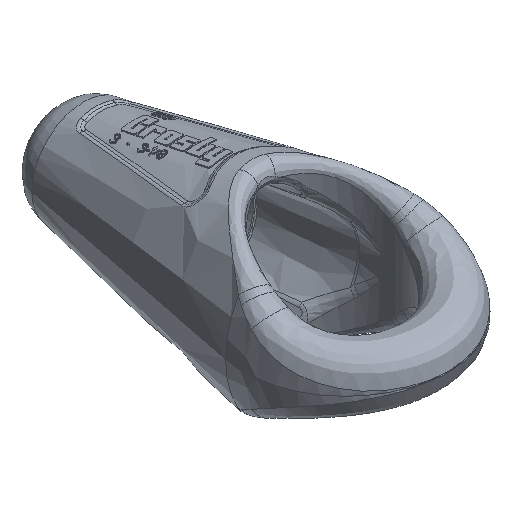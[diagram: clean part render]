
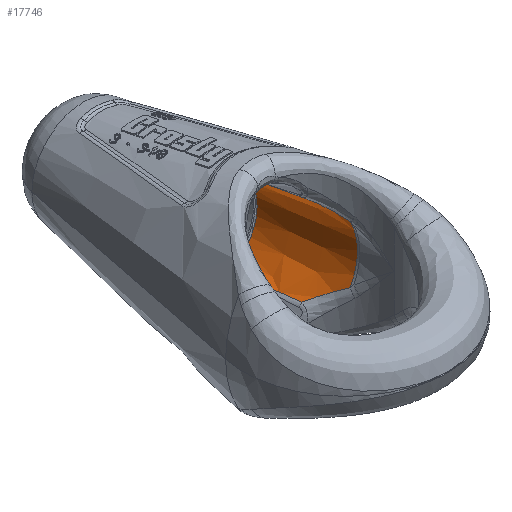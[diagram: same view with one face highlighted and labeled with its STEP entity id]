
A CAD part, isometric view. The second image highlights one B-rep face of the part: STEP entity #17746.
In plain terms, the highlighted conical face has half-angle 7.5 degrees and reference radius 82.915 mm.
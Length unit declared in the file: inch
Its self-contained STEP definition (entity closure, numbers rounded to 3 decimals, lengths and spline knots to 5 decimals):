
#353=CARTESIAN_POINT('',(1.98748,7.54881,2.74429));
#354=CARTESIAN_POINT('',(2.13572,7.40954,2.65957));
#355=CARTESIAN_POINT('',(2.4267,7.09899,2.46828));
#356=CARTESIAN_POINT('',(2.84103,6.51287,2.10925));
#357=CARTESIAN_POINT('',(3.07531,6.0627,1.84795));
#358=CARTESIAN_POINT('',(3.18217,5.81656,1.71827));
#367=CARTESIAN_POINT('',(3.18217,5.81656,1.71827));
#1010=CARTESIAN_POINT('',(0.,5.81656,0.));
#1011=DIRECTION('',(0.,1.,0.));
#1012=DIRECTION('',(0.88,0.,0.475));
#1013=AXIS2_PLACEMENT_3D('',#1010,#1011,#1012);
#1015=CARTESIAN_POINT('',(0.,11.165,0.));
#1016=DIRECTION('',(0.,-1.,0.));
#1017=DIRECTION('',(0.359,0.,-0.933));
#1018=AXIS2_PLACEMENT_3D('',#1015,#1016,#1017);
#1037=CARTESIAN_POINT('',(3.18217,5.81656,-1.71827));
#1044=CARTESIAN_POINT('',(3.18217,5.81656,-1.71827));
#1045=CARTESIAN_POINT('',(3.0753,6.0627,-1.84796));
#1046=CARTESIAN_POINT('',(2.84102,6.51289,-2.10926));
#1047=CARTESIAN_POINT('',(2.4267,7.09899,-2.46828));
#1048=CARTESIAN_POINT('',(2.13572,7.40954,-2.65957));
#1049=CARTESIAN_POINT('',(1.98748,7.54881,-2.74429));
#1089=CARTESIAN_POINT('',(1.04631,11.165,-2.71787));
#1096=CARTESIAN_POINT('',(1.04631,11.165,-2.71787));
#1097=CARTESIAN_POINT('',(1.17917,10.84531,-2.71181));
#1098=CARTESIAN_POINT('',(1.43137,10.15371,-2.69439));
#1099=CARTESIAN_POINT('',(1.75022,8.95413,-2.68621));
#1100=CARTESIAN_POINT('',(1.91747,8.03652,-2.71571));
#1101=CARTESIAN_POINT('',(1.98748,7.54881,-2.74429));
#1115=CARTESIAN_POINT('',(1.04631,11.165,2.71786));
#1129=CARTESIAN_POINT('',(1.98748,7.54881,2.74429));
#1130=CARTESIAN_POINT('',(1.91742,8.03686,2.71569));
#1131=CARTESIAN_POINT('',(1.75005,8.95492,2.6862));
#1132=CARTESIAN_POINT('',(1.43123,10.15412,2.69441));
#1133=CARTESIAN_POINT('',(1.17911,10.84548,2.71181));
#1134=CARTESIAN_POINT('',(1.04631,11.165,2.71786));
#12722=VERTEX_POINT('',#367);
#12787=CARTESIAN_POINT('',(1.98748,7.54881,
-2.74429));
#12789=VERTEX_POINT('',#12787);
#12877=VERTEX_POINT('',#1115);
#12878=VERTEX_POINT('',#1089);
#12882=VERTEX_POINT('',#1129);
#12900=VERTEX_POINT('',#1037);
#17729=CARTESIAN_POINT('',(0.,8.49078,0.));
#17730=DIRECTION('',(0.,-1.,0.));
#17731=DIRECTION('',(1.,0.,0.));
#17732=AXIS2_PLACEMENT_3D('',#17729,#17730,#17731);
#17733=CONICAL_SURFACE('',#17732,3.26438,7.5);
#17735=ORIENTED_EDGE('',*,*,#17734,.T.);
#17737=ORIENTED_EDGE('',*,*,#17736,.T.);
#17739=ORIENTED_EDGE('',*,*,#17738,.F.);
#17740=ORIENTED_EDGE('',*,*,#17713,.T.);
#17742=ORIENTED_EDGE('',*,*,#17741,.F.);
#17743=ORIENTED_EDGE('',*,*,#15788,.T.);
#17744=EDGE_LOOP('',(#17735,#17737,#17739,#17740,#17742,#17743));
#17745=FACE_OUTER_BOUND('',#17744,.F.);
#17746=ADVANCED_FACE('',(#17745),#17733,.F.);
#359=B_SPLINE_CURVE_WITH_KNOTS('',3,(#353,#354,#355,#356,#357,#358),
.UNSPECIFIED.,.F.,.F.,(4,1,1,4),(0.,0.33333,0.66667,1.),
.UNSPECIFIED.);
#1014=CIRCLE('',#1013,3.61644);
#1019=CIRCLE('',#1018,2.91231);
#1050=B_SPLINE_CURVE_WITH_KNOTS('',3,(#1044,#1045,#1046,#1047,#1048,#1049),
.UNSPECIFIED.,.F.,.F.,(4,1,1,4),(0.,0.33333,0.66667,1.),
.UNSPECIFIED.);
#1102=B_SPLINE_CURVE_WITH_KNOTS('',3,(#1096,#1097,#1098,#1099,#1100,#1101),
.UNSPECIFIED.,.F.,.F.,(4,1,1,4),(0.,0.33333,0.66667,1.),
.UNSPECIFIED.);
#1135=B_SPLINE_CURVE_WITH_KNOTS('',3,(#1129,#1130,#1131,#1132,#1133,#1134),
.UNSPECIFIED.,.F.,.F.,(4,1,1,4),(0.,0.33333,0.66667,1.),
.UNSPECIFIED.);
#15788=EDGE_CURVE('',#12882,#12722,#359,.T.);
#17713=EDGE_CURVE('',#12878,#12877,#1019,.T.);
#17734=EDGE_CURVE('',#12722,#12900,#1014,.T.);
#17736=EDGE_CURVE('',#12900,#12789,#1050,.T.);
#17738=EDGE_CURVE('',#12878,#12789,#1102,.T.);
#17741=EDGE_CURVE('',#12882,#12877,#1135,.T.);
